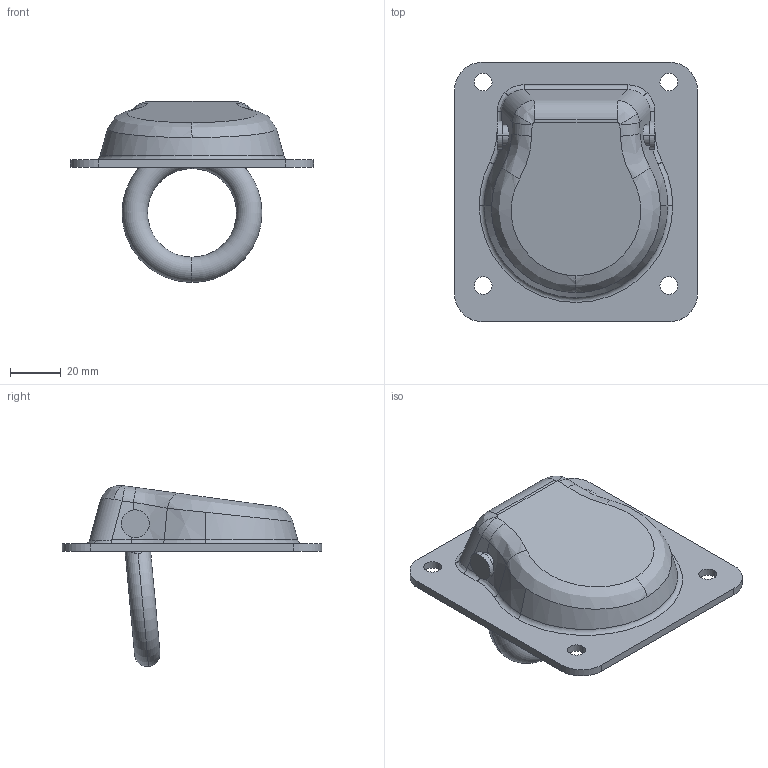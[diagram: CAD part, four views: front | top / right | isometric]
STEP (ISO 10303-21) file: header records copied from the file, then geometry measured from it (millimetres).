
FILE_DESCRIPTION (( 'STEP AP214' ), '1' );
FILE_NAME ('05750-Recessed Rope Ring Zinc 95mm.STEP', '2018-12-06T00:44:38', ( '' ), ( '' ), 'SwSTEP 2.0', 'SolidWorks 2018', '' );
FILE_SCHEMA (( 'AUTOMOTIVE_DESIGN' ));
Length unit declared in the file: millimetre
Products named in the file (2): 05750-Recessed Rope Ring Zinc 95mm
Bounding box: 95.6 x 102 x 71.17 mm (x, y, z)
Volume: 58301.4 mm3; surface area: 33328.5 mm2
Topology: 2 solids, 2 shells, 370 faces, 980 edges, 639 vertices
Faces by surface type: plane 171, bspline 139, cylinder 44, torus 10, cone 6
Entity records: 19033 total; most frequent: CARTESIAN_POINT 10671, ORIENTED_EDGE 1960, DIRECTION 1262, EDGE_CURVE 980, VERTEX_POINT 639, VECTOR 556, LINE 556, EDGE_LOOP 409
